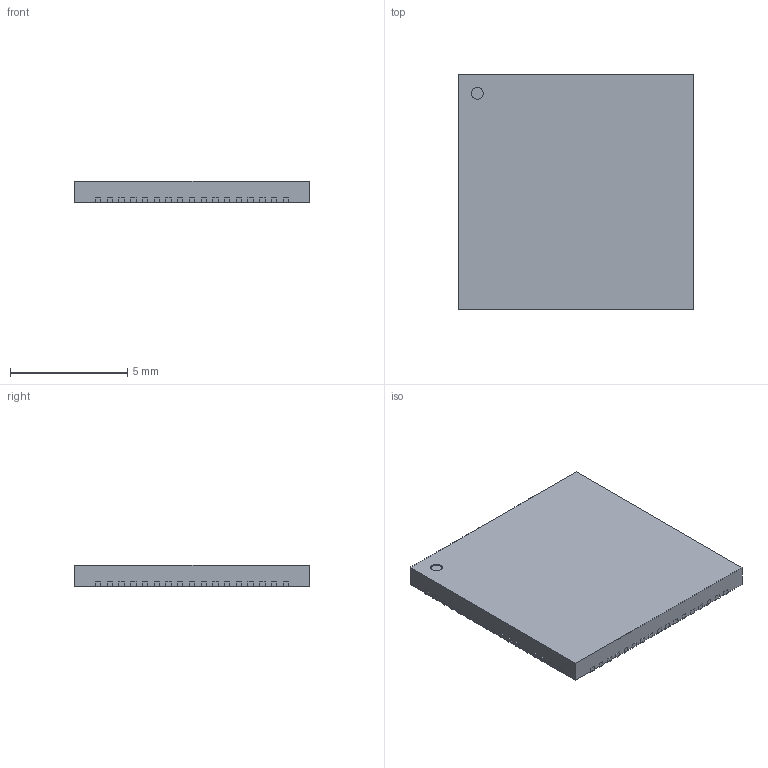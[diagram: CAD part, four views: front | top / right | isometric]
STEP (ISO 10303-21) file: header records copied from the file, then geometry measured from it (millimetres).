
FILE_DESCRIPTION (( 'STEP AP214' ), '1' );
FILE_NAME ('User Library-QFN68.STEP', '2017-08-01T23:00:31', ( 'Windows User' ), ( '' ), 'SwSTEP 2.0', 'SolidWorks 2017', '' );
FILE_SCHEMA (( 'AUTOMOTIVE_DESIGN' ));
Length unit declared in the file: millimetre
Products named in the file (4): User Library-QFN68_Part_QFN68_10x10_with pad; User Library-QFN68_Assy_Fuss_QFN68; User Library-QFN68_Fuss_QFN68; User Library-QFN68
Assembly tree (86 placements, depth 3):
  User Library-QFN68
    User Library-QFN68_Assy_Fuss_QFN68  x4
      User Library-QFN68_Fuss_QFN68
    User Library-QFN68_Part_QFN68_10x10_with pad
Bounding box: 10.02 x 10.02 x 0.9 mm (x, y, z)
Surface area: 421.1 mm2
Topology: 325 solids, 325 shells, 1953 faces, 3906 edges, 2604 vertices
Faces by surface type: plane 1951, cylinder 2
Entity records: 1353 total; most frequent: DIRECTION 244, CARTESIAN_POINT 155, AXIS2_PLACEMENT_3D 109, PRODUCT_DEFINITION_SHAPE 90, ITEM_DEFINED_TRANSFORMATION 86, CONTEXT_DEPENDENT_SHAPE_REPRESENTATION 86, NEXT_ASSEMBLY_USAGE_OCCURRENCE 86, ORIENTED_EDGE 60
